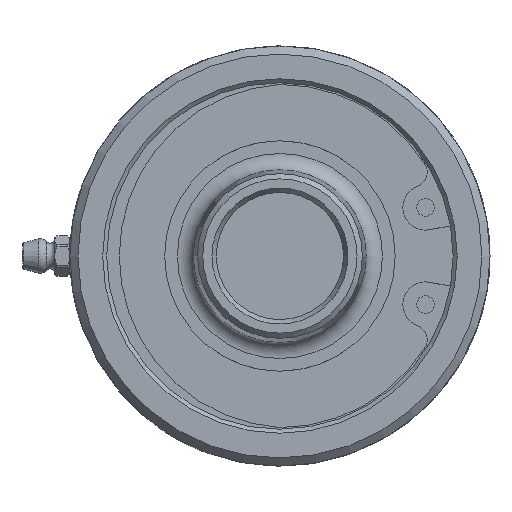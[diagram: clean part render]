
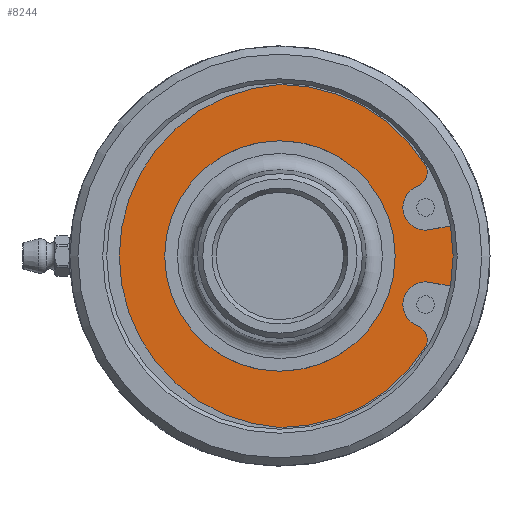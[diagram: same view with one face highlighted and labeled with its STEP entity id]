
A CAD part, left-side view. The second image highlights one B-rep face of the part: STEP entity #8244.
In plain terms, the highlighted planar face has unit normal (-1, 0, 0).
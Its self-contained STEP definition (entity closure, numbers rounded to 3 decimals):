
#371=PLANE('',#8921);
#513=FACE_BOUND('',#1523,.T.);
#1028=FACE_OUTER_BOUND('',#1522,.T.);
#1522=EDGE_LOOP('',(#5950,#5951,#5952,#5953,#5954,#5955,#5956,#5957,#5958,
#5959));
#1523=EDGE_LOOP('',(#5960,#5961));
#2075=CIRCLE('',#8864,22.65);
#2076=CIRCLE('',#8865,22.65);
#2084=CIRCLE('',#8887,4.474);
#2090=CIRCLE('',#8898,33.733);
#2092=CIRCLE('',#8901,2.949);
#2094=CIRCLE('',#8904,4.474);
#2096=CIRCLE('',#8907,2.949);
#2098=CIRCLE('',#8910,33.733);
#2100=CIRCLE('',#8913,33.806);
#2102=CIRCLE('',#8917,36.9);
#2422=LINE('',#12956,#2846);
#2426=LINE('',#12966,#2850);
#2846=VECTOR('',#9907,10.);
#2850=VECTOR('',#9913,10.);
#3443=VERTEX_POINT('',#12825);
#3444=VERTEX_POINT('',#12826);
#3470=VERTEX_POINT('',#12944);
#3471=VERTEX_POINT('',#12946);
#3474=VERTEX_POINT('',#12954);
#3478=VERTEX_POINT('',#12963);
#3479=VERTEX_POINT('',#12965);
#3486=VERTEX_POINT('',#12984);
#3487=VERTEX_POINT('',#12986);
#3489=VERTEX_POINT('',#12995);
#3491=VERTEX_POINT('',#13001);
#3493=VERTEX_POINT('',#13007);
#4354=EDGE_CURVE('',#3443,#3444,#2075,.T.);
#4355=EDGE_CURVE('',#3444,#3443,#2076,.T.);
#4392=EDGE_CURVE('',#3471,#3470,#2084,.T.);
#4397=EDGE_CURVE('',#3470,#3474,#2422,.T.);
#4401=EDGE_CURVE('',#3479,#3478,#2426,.T.);
#4411=EDGE_CURVE('',#3487,#3486,#2090,.T.);
#4414=EDGE_CURVE('',#3486,#3471,#2092,.T.);
#4417=EDGE_CURVE('',#3478,#3489,#2094,.T.);
#4420=EDGE_CURVE('',#3489,#3491,#2096,.T.);
#4423=EDGE_CURVE('',#3491,#3493,#2098,.T.);
#4425=EDGE_CURVE('',#3493,#3487,#2100,.T.);
#4427=EDGE_CURVE('',#3474,#3479,#2102,.T.);
#5950=ORIENTED_EDGE('',*,*,#4401,.T.);
#5951=ORIENTED_EDGE('',*,*,#4417,.T.);
#5952=ORIENTED_EDGE('',*,*,#4420,.T.);
#5953=ORIENTED_EDGE('',*,*,#4423,.T.);
#5954=ORIENTED_EDGE('',*,*,#4425,.T.);
#5955=ORIENTED_EDGE('',*,*,#4411,.T.);
#5956=ORIENTED_EDGE('',*,*,#4414,.T.);
#5957=ORIENTED_EDGE('',*,*,#4392,.T.);
#5958=ORIENTED_EDGE('',*,*,#4397,.T.);
#5959=ORIENTED_EDGE('',*,*,#4427,.T.);
#5960=ORIENTED_EDGE('',*,*,#4354,.T.);
#5961=ORIENTED_EDGE('',*,*,#4355,.T.);
#8244=ADVANCED_FACE('',(#1028,#513),#371,.F.);
#8864=AXIS2_PLACEMENT_3D('',#12827,#9829,#9830);
#8865=AXIS2_PLACEMENT_3D('',#12828,#9831,#9832);
#8887=AXIS2_PLACEMENT_3D('',#12947,#9899,#9900);
#8898=AXIS2_PLACEMENT_3D('',#12987,#9934,#9935);
#8901=AXIS2_PLACEMENT_3D('',#12991,#9941,#9942);
#8904=AXIS2_PLACEMENT_3D('',#12997,#9948,#9949);
#8907=AXIS2_PLACEMENT_3D('',#13003,#9955,#9956);
#8910=AXIS2_PLACEMENT_3D('',#13009,#9962,#9963);
#8913=AXIS2_PLACEMENT_3D('',#13012,#9968,#9969);
#8917=AXIS2_PLACEMENT_3D('',#13016,#9976,#9977);
#8921=AXIS2_PLACEMENT_3D('',#13021,#9984,#9985);
#9829=DIRECTION('center_axis',(1.,0.,0.));
#9830=DIRECTION('ref_axis',(0.,-1.,0.));
#9831=DIRECTION('center_axis',(1.,0.,0.));
#9832=DIRECTION('ref_axis',(0.,-1.,0.));
#9899=DIRECTION('center_axis',(1.,0.,0.));
#9900=DIRECTION('ref_axis',(0.,0.355,-0.935));
#9907=DIRECTION('',(0.,-0.985,-0.174));
#9913=DIRECTION('',(0.,0.985,-0.174));
#9934=DIRECTION('center_axis',(-1.,0.,0.));
#9935=DIRECTION('ref_axis',(0.,0.849,0.528));
#9941=DIRECTION('center_axis',(-1.,0.,0.));
#9942=DIRECTION('ref_axis',(0.,0.355,-0.935));
#9948=DIRECTION('center_axis',(1.,0.,0.));
#9949=DIRECTION('ref_axis',(0.,-0.046,-0.999));
#9955=DIRECTION('center_axis',(-1.,0.,0.));
#9956=DIRECTION('ref_axis',(0.,0.893,-0.451));
#9962=DIRECTION('center_axis',(-1.,0.,0.));
#9963=DIRECTION('ref_axis',(0.,0.,-1.));
#9968=DIRECTION('center_axis',(-1.,0.,0.));
#9969=DIRECTION('ref_axis',(0.,-0.066,0.998));
#9976=DIRECTION('center_axis',(-1.,0.,0.));
#9977=DIRECTION('ref_axis',(0.,1.,0.));
#9984=DIRECTION('center_axis',(1.,0.,0.));
#9985=DIRECTION('ref_axis',(0.,0.,-1.));
#12825=CARTESIAN_POINT('',(7.26,-22.65,0.));
#12826=CARTESIAN_POINT('',(7.26,22.65,0.));
#12827=CARTESIAN_POINT('Origin',(7.26,0.,
0.));
#12828=CARTESIAN_POINT('Origin',(7.26,0.,
0.));
#12944=CARTESIAN_POINT('',(7.26,-28.843,-5.086));
#12946=CARTESIAN_POINT('',(7.26,-27.053,-13.738));
#12947=CARTESIAN_POINT('Origin',(7.26,-28.639,-9.555));
#12954=CARTESIAN_POINT('',(7.26,-36.339,-6.408));
#12956=CARTESIAN_POINT('',(7.26,-4.374,-0.771));
#12963=CARTESIAN_POINT('',(7.26,-28.843,5.086));
#12965=CARTESIAN_POINT('',(7.26,-36.339,6.408));
#12966=CARTESIAN_POINT('',(7.26,-0.625,0.11));
#12984=CARTESIAN_POINT('',(7.26,-28.639,-17.825));
#12986=CARTESIAN_POINT('',(7.26,0.,-33.733));
#12987=CARTESIAN_POINT('Origin',(7.26,0.,0.));
#12991=CARTESIAN_POINT('Origin',(7.26,-26.007,-16.495));
#12995=CARTESIAN_POINT('',(7.26,-27.053,13.738));
#12997=CARTESIAN_POINT('Origin',(7.26,-28.639,9.555));
#13001=CARTESIAN_POINT('',(7.26,-28.639,17.825));
#13003=CARTESIAN_POINT('Origin',(7.26,-26.007,16.495));
#13007=CARTESIAN_POINT('',(7.26,0.,33.733));
#13009=CARTESIAN_POINT('Origin',(7.26,0.,0.));
#13012=CARTESIAN_POINT('Origin',(7.26,-2.225,0.));
#13016=CARTESIAN_POINT('Origin',(7.26,0.,0.));
#13021=CARTESIAN_POINT('Origin',(7.26,28.45,0.));
